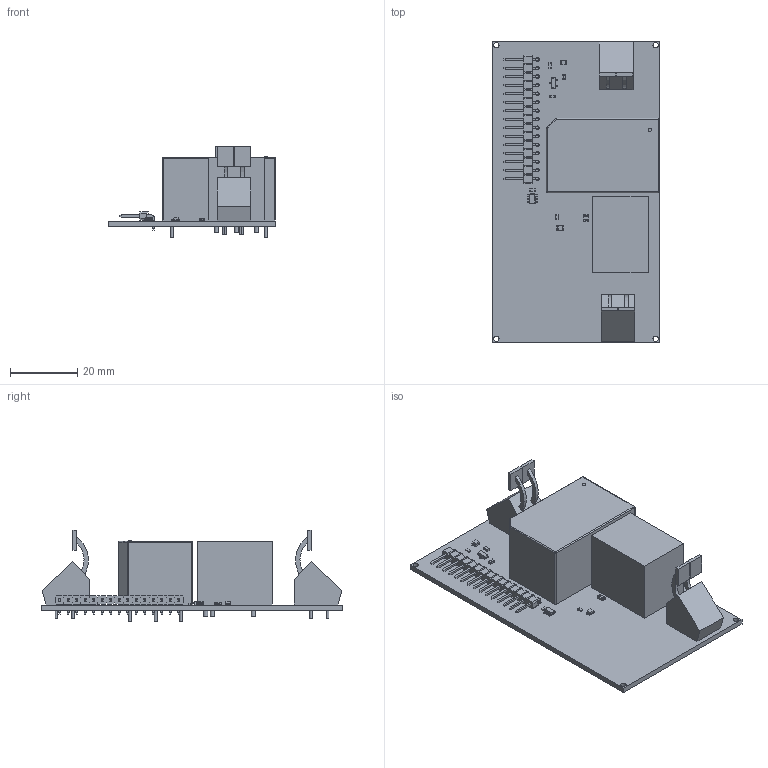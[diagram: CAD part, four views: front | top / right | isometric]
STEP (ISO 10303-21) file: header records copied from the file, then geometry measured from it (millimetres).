
FILE_DESCRIPTION(('KiCad electronic assembly'),'2;1');
FILE_NAME('Switchbee2.step','2019-04-16T21:06:25',('An Author'),( 'A Company'),'Open CASCADE STEP processor 6.9', 'KiCad to STEP converter','Unknown');
FILE_SCHEMA(('AUTOMOTIVE_DESIGN { 1 0 10303 214 1 1 1 1 }'));
Length unit declared in the file: millimetre
Products named in the file (35): Open CASCADE STEP translator 6.9 1; C_0603_1608Metric; SOLID; LED_0805_2012Metric; D_0805_2012Metric; spring_terminal; BG075-15A-1-0600-0300-0150-N-G; COMPOUND; R_0603_1608Metric; Converter_ACDC_RECOM_RAC01-xxSGB_THT; SOT-23; TSOT-23-6_MK06A; Relay
Assembly tree (39 placements, depth 3):
  Open CASCADE STEP translator 6.9 1
    C_0603_1608Metric  x2
      SOLID
    LED_0805_2012Metric  x2
      SOLID
    D_0805_2012Metric
      SOLID
    spring_terminal  x2
      SOLID
      SOLID
      SOLID
      SOLID
      SOLID
      SOLID
      SOLID
      SOLID
      SOLID
    BG075-15A-1-0600-0300-0150-N-G
      COMPOUND
    R_0603_1608Metric  x3
      SOLID
    Converter_ACDC_RECOM_RAC01-xxSGB_THT
      SOLID
    SOT-23
      SOLID
    TSOT-23-6_MK06A
      SOLID
    Relay
      SOLID
      SOLID
      SOLID
      SOLID
      SOLID
      SOLID
    COMPOUND
Bounding box: 50 x 90 x 27.3 mm (x, y, z)
Volume: 31411.7 mm3; surface area: 18691.7 mm2
Topology: 52 solids, 52 shells, 1138 faces, 2813 edges, 1791 vertices
Faces by surface type: plane 860, cylinder 216, bspline 57, sphere 5
Full cylindrical faces by diameter (mm): 0.7 x8, 0.762 x8, 0.8 x4, 0.9 x4, 1 x16, 1.3 x10, 1.6 x4
Entity records: 68534 total; most frequent: CARTESIAN_POINT 12888, DIRECTION 9005, LINE 6269, VECTOR 6269, ORIENTED_EDGE 4794, PCURVE 4794, DEFINITIONAL_REPRESENTATION 4794, EDGE_CURVE 2397
